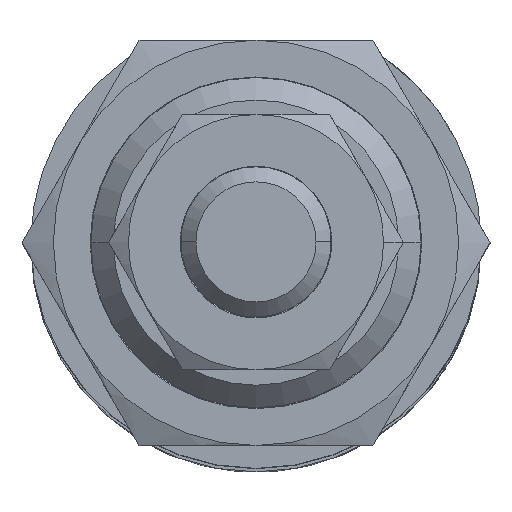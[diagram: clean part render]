
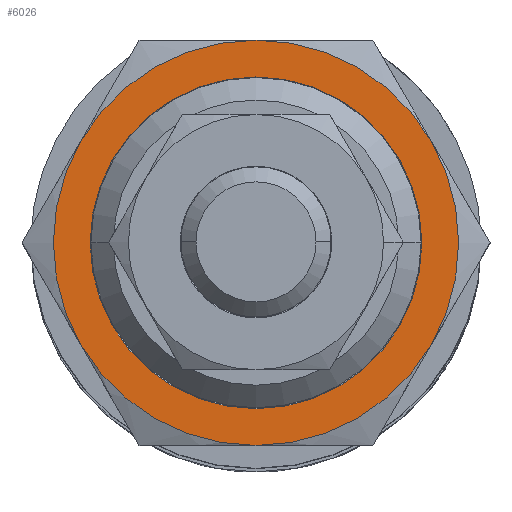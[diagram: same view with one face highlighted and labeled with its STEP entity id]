
A CAD part, top view. The second image highlights one B-rep face of the part: STEP entity #6026.
In plain terms, the highlighted planar face has unit normal (0, 0, 1).
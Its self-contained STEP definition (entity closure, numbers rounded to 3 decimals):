
#85 = DIRECTION ( 'NONE',  ( 0., 0., 1. ) ) ;
#179 = EDGE_CURVE ( 'NONE', #14585, #8530, #23042, .T. ) ;
#724 = CARTESIAN_POINT ( 'NONE',  ( 9.57, 5.525, 162. ) ) ;
#820 = CARTESIAN_POINT ( 'NONE',  ( 0., 0., 162. ) ) ;
#1141 = CARTESIAN_POINT ( 'NONE',  ( 0., 0., 162. ) ) ;
#1688 = AXIS2_PLACEMENT_3D ( 'NONE', #12498, #4792, #4674 ) ;
#1935 = EDGE_CURVE ( 'NONE', #18781, #10202, #11522, .T. ) ;
#2047 = ORIENTED_EDGE ( 'NONE', *, *, #9292, .T. ) ;
#2204 = AXIS2_PLACEMENT_3D ( 'NONE', #12373, #14249, #5048 ) ;
#2573 = AXIS2_PLACEMENT_3D ( 'NONE', #20012, #8311, #23757 ) ;
#2960 = CARTESIAN_POINT ( 'NONE',  ( -11.691, -6.75, 162. ) ) ;
#3640 = CARTESIAN_POINT ( 'NONE',  ( -9.57, -5.525, 162. ) ) ;
#3895 = ORIENTED_EDGE ( 'NONE', *, *, #15363, .T. ) ;
#4674 = DIRECTION ( 'NONE',  ( 0.866, 0.5, 0. ) ) ;
#4792 = DIRECTION ( 'NONE',  ( 0., 0., 1. ) ) ;
#5048 = DIRECTION ( 'NONE',  ( 0.866, 0.5, 0. ) ) ;
#5572 = CARTESIAN_POINT ( 'NONE',  ( 0., 0., 162. ) ) ;
#5687 = CARTESIAN_POINT ( 'NONE',  ( 0., 0., 162. ) ) ;
#5697 = CARTESIAN_POINT ( 'NONE',  ( 0., 0., 162. ) ) ;
#5823 = DIRECTION ( 'NONE',  ( 0., 0., 1. ) ) ;
#5971 = EDGE_CURVE ( 'NONE', #7342, #14585, #16493, .T. ) ;
#6026 = ADVANCED_FACE ( 'NONE', ( #16396, #13133 ), #24000, .T. ) ;
#6116 = CIRCLE ( 'NONE', #8886, 11.05 ) ;
#6148 = CARTESIAN_POINT ( 'NONE',  ( 11.691, -6.75, 162. ) ) ;
#6184 = CIRCLE ( 'NONE', #10955, 13.5 ) ;
#6490 = DIRECTION ( 'NONE',  ( 0., 0., 1. ) ) ;
#7342 = VERTEX_POINT ( 'NONE', #10587 ) ;
#7677 = VERTEX_POINT ( 'NONE', #724 ) ;
#8311 = DIRECTION ( 'NONE',  ( 0., 0., 1. ) ) ;
#8530 = VERTEX_POINT ( 'NONE', #10334 ) ;
#8806 = ORIENTED_EDGE ( 'NONE', *, *, #179, .T. ) ;
#8886 = AXIS2_PLACEMENT_3D ( 'NONE', #5572, #5823, #18651 ) ;
#9283 = DIRECTION ( 'NONE',  ( 0., 0., 1. ) ) ;
#9292 = EDGE_CURVE ( 'NONE', #11984, #7342, #9973, .T. ) ;
#9299 = ORIENTED_EDGE ( 'NONE', *, *, #1935, .T. ) ;
#9973 = CIRCLE ( 'NONE', #11973, 13.5 ) ;
#10119 = ORIENTED_EDGE ( 'NONE', *, *, #5971, .T. ) ;
#10202 = VERTEX_POINT ( 'NONE', #22558 ) ;
#10334 = CARTESIAN_POINT ( 'NONE',  ( 11.691, 6.75, 162. ) ) ;
#10586 = ORIENTED_EDGE ( 'NONE', *, *, #20288, .T. ) ;
#10587 = CARTESIAN_POINT ( 'NONE',  ( 0., -13.5, 162. ) ) ;
#10955 = AXIS2_PLACEMENT_3D ( 'NONE', #5687, #23117, #14011 ) ;
#11522 = CIRCLE ( 'NONE', #22265, 13.5 ) ;
#11712 = AXIS2_PLACEMENT_3D ( 'NONE', #15019, #9283, #14542 ) ;
#11897 = AXIS2_PLACEMENT_3D ( 'NONE', #1141, #6490, #17826 ) ;
#11973 = AXIS2_PLACEMENT_3D ( 'NONE', #820, #13003, #18860 ) ;
#11984 = VERTEX_POINT ( 'NONE', #2960 ) ;
#12373 = CARTESIAN_POINT ( 'NONE',  ( 0., 0., 162. ) ) ;
#12498 = CARTESIAN_POINT ( 'NONE',  ( 0., 0., 162. ) ) ;
#13003 = DIRECTION ( 'NONE',  ( 0., 0., 1. ) ) ;
#13133 = FACE_OUTER_BOUND ( 'NONE', #22537, .T. ) ;
#13344 = CARTESIAN_POINT ( 'NONE',  ( 0., 13.5, 162. ) ) ;
#14011 = DIRECTION ( 'NONE',  ( 0.866, 0.5, 0. ) ) ;
#14249 = DIRECTION ( 'NONE',  ( 0., 0., 1. ) ) ;
#14542 = DIRECTION ( 'NONE',  ( 0.866, 0.5, 0. ) ) ;
#14585 = VERTEX_POINT ( 'NONE', #6148 ) ;
#15019 = CARTESIAN_POINT ( 'NONE',  ( 0., 0., 162. ) ) ;
#15363 = EDGE_CURVE ( 'NONE', #10202, #11984, #6184, .T. ) ;
#16396 = FACE_BOUND ( 'NONE', #21511, .T. ) ;
#16493 = CIRCLE ( 'NONE', #2573, 13.5 ) ;
#17826 = DIRECTION ( 'NONE',  ( 0.866, 0.5, 0. ) ) ;
#18109 = CIRCLE ( 'NONE', #2204, 11.05 ) ;
#18465 = EDGE_CURVE ( 'NONE', #18850, #7677, #6116, .T. ) ;
#18651 = DIRECTION ( 'NONE',  ( 0.866, 0.5, 0. ) ) ;
#18781 = VERTEX_POINT ( 'NONE', #13344 ) ;
#18850 = VERTEX_POINT ( 'NONE', #3640 ) ;
#18860 = DIRECTION ( 'NONE',  ( 0.866, 0.5, 0. ) ) ;
#19182 = CIRCLE ( 'NONE', #1688, 13.5 ) ;
#20012 = CARTESIAN_POINT ( 'NONE',  ( 0., 0., 162. ) ) ;
#20288 = EDGE_CURVE ( 'NONE', #8530, #18781, #19182, .T. ) ;
#21117 = DIRECTION ( 'NONE',  ( 0.866, 0.5, 0. ) ) ;
#21511 = EDGE_LOOP ( 'NONE', ( #24561, #21655 ) ) ;
#21655 = ORIENTED_EDGE ( 'NONE', *, *, #18465, .F. ) ;
#22265 = AXIS2_PLACEMENT_3D ( 'NONE', #5697, #85, #21117 ) ;
#22537 = EDGE_LOOP ( 'NONE', ( #8806, #10586, #9299, #3895, #2047, #10119 ) ) ;
#22558 = CARTESIAN_POINT ( 'NONE',  ( -11.691, 6.75, 162. ) ) ;
#23042 = CIRCLE ( 'NONE', #11897, 13.5 ) ;
#23117 = DIRECTION ( 'NONE',  ( 0., 0., 1. ) ) ;
#23649 = EDGE_CURVE ( 'NONE', #7677, #18850, #18109, .T. ) ;
#23757 = DIRECTION ( 'NONE',  ( 0.866, 0.5, 0. ) ) ;
#24000 = PLANE ( 'NONE',  #11712 ) ;
#24561 = ORIENTED_EDGE ( 'NONE', *, *, #23649, .F. ) ;
